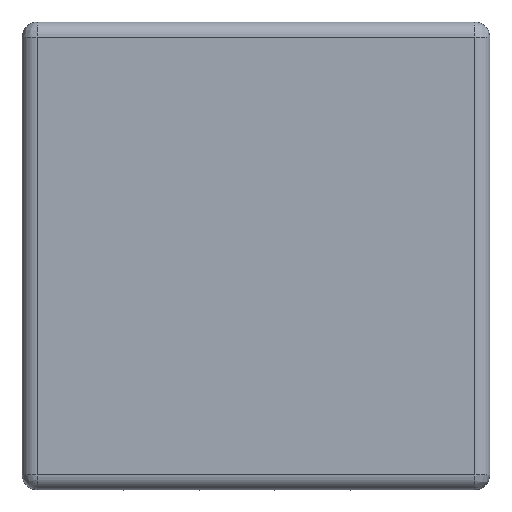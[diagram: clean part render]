
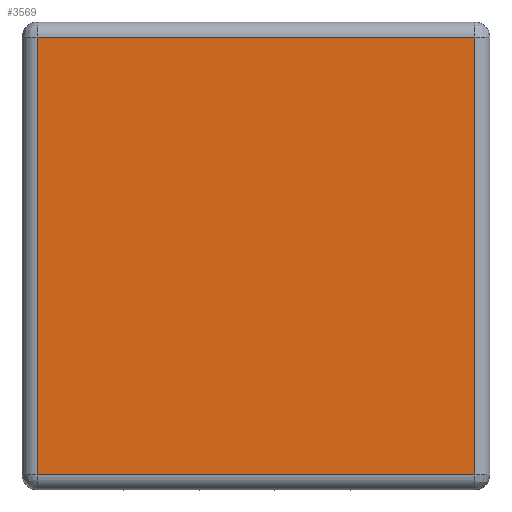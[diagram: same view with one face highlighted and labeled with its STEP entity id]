
A CAD part, top view. The second image highlights one B-rep face of the part: STEP entity #3569.
In plain terms, the highlighted planar face has unit normal (0, 0, 1).
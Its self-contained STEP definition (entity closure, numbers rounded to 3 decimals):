
#3 = CARTESIAN_POINT ( 'NONE',  ( 0., 0., 1.04 ) ) ;
#95 = VECTOR ( 'NONE', #1392, 1000. ) ;
#299 = PLANE ( 'NONE',  #2705 ) ;
#670 = VECTOR ( 'NONE', #824, 1000. ) ;
#793 = CARTESIAN_POINT ( 'NONE',  ( 0., -1.885, 1.04 ) ) ;
#824 = DIRECTION ( 'NONE',  ( 0., 1., 0. ) ) ;
#927 = VERTEX_POINT ( 'NONE', #1341 ) ;
#1050 = CARTESIAN_POINT ( 'NONE',  ( -1.885, -1.885, 1.04 ) ) ;
#1085 = CARTESIAN_POINT ( 'NONE',  ( 1.885, 0., 1.04 ) ) ;
#1098 = CARTESIAN_POINT ( 'NONE',  ( 0., 1.885, 1.04 ) ) ;
#1228 = VERTEX_POINT ( 'NONE', #3640 ) ;
#1341 = CARTESIAN_POINT ( 'NONE',  ( 1.885, 1.885, 1.04 ) ) ;
#1355 = LINE ( 'NONE', #2621, #1521 ) ;
#1361 = ORIENTED_EDGE ( 'NONE', *, *, #2566, .T. ) ;
#1392 = DIRECTION ( 'NONE',  ( -1., 0., 0. ) ) ;
#1499 = ORIENTED_EDGE ( 'NONE', *, *, #2193, .T. ) ;
#1521 = VECTOR ( 'NONE', #2332, 1000. ) ;
#1708 = DIRECTION ( 'NONE',  ( 1., 0., 0. ) ) ;
#1725 = VERTEX_POINT ( 'NONE', #1791 ) ;
#1791 = CARTESIAN_POINT ( 'NONE',  ( 1.885, -1.885, 1.04 ) ) ;
#1887 = EDGE_CURVE ( 'NONE', #927, #1228, #3050, .T. ) ;
#2023 = EDGE_LOOP ( 'NONE', ( #1361, #3228, #2968, #1499 ) ) ;
#2177 = FACE_OUTER_BOUND ( 'NONE', #2023, .T. ) ;
#2181 = VECTOR ( 'NONE', #3662, 1000. ) ;
#2193 = EDGE_CURVE ( 'NONE', #1228, #2937, #1355, .T. ) ;
#2332 = DIRECTION ( 'NONE',  ( 0., -1., 0. ) ) ;
#2360 = LINE ( 'NONE', #793, #2181 ) ;
#2566 = EDGE_CURVE ( 'NONE', #2937, #1725, #2360, .T. ) ;
#2594 = EDGE_CURVE ( 'NONE', #1725, #927, #3371, .T. ) ;
#2621 = CARTESIAN_POINT ( 'NONE',  ( -1.885, 0., 1.04 ) ) ;
#2705 = AXIS2_PLACEMENT_3D ( 'NONE', #3, #3663, #1708 ) ;
#2937 = VERTEX_POINT ( 'NONE', #1050 ) ;
#2968 = ORIENTED_EDGE ( 'NONE', *, *, #1887, .T. ) ;
#3050 = LINE ( 'NONE', #1098, #95 ) ;
#3228 = ORIENTED_EDGE ( 'NONE', *, *, #2594, .T. ) ;
#3371 = LINE ( 'NONE', #1085, #670 ) ;
#3569 = ADVANCED_FACE ( 'NONE', ( #2177 ), #299, .T. ) ;
#3640 = CARTESIAN_POINT ( 'NONE',  ( -1.885, 1.885, 1.04 ) ) ;
#3662 = DIRECTION ( 'NONE',  ( 1., 0., 0. ) ) ;
#3663 = DIRECTION ( 'NONE',  ( 0., 0., 1. ) ) ;
